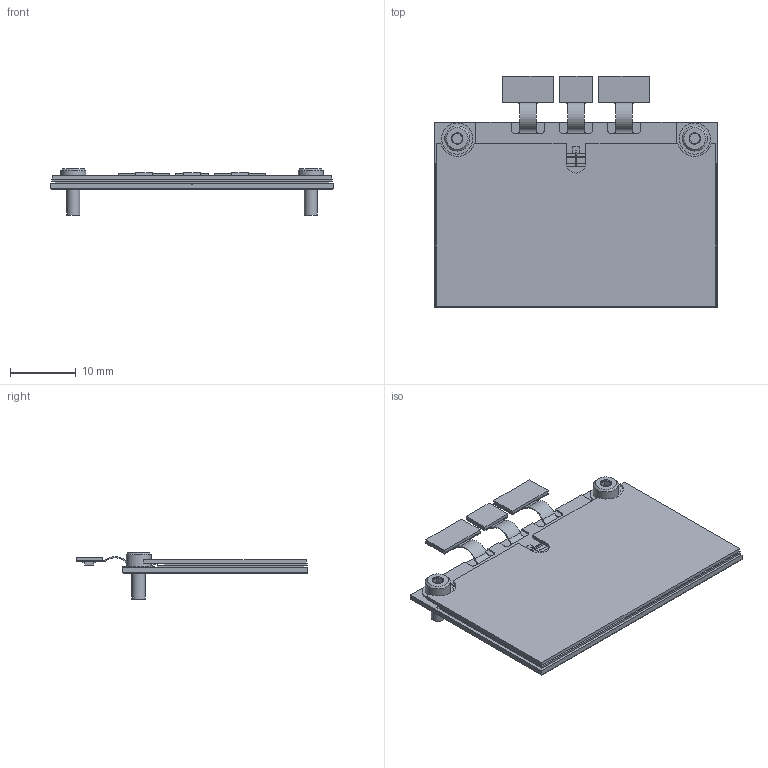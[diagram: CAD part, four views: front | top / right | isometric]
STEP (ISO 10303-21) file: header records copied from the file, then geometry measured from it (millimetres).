
FILE_DESCRIPTION(/* description */ (''),/* implementation_level */ '2;1');
FILE_NAME(/* name */ 'F10110887--_1-MODULE_ CMS2 ETL_ HALF-SENSOR MOUNTED ASSY.stp',/* time_stamp */ '2019-11-01T15:47:14-05:00',/* author */ (''),/* organization */ (''),/* preprocessor_version */ 'ST-DEVELOPER v16',/* originating_system */ 'SIEMENS PLM Software NX 11.0',/* authorisation */ '');
FILE_SCHEMA (('AUTOMOTIVE_DESIGN { 1 0 10303 214 3 1 1 1 }'));
Products named in the file (16): F10112319--_1-MODULE_ CMS2 ETL_ PIXEL SENSOR READOUT CHIP; F10112320--_1-MODULE_ CMS2 ETL_ PIXEL SENSOR UNDERFILL; F10112318--_1-MODULE_ CMS2 ETL_ PIXEL SENSOR 1X2; F10112950--_1-MODULE_ CMS2 ETL_ ALN_ SUBSTRATE MOUNT PAD _ HALF; F10112949--_1-MODULE_ CMS2 ETL_ ALN_ ROC MOUNTING FILM_ HALF; F10112948--_1-MODULE_ CMS2 ETL_ ALN SUBSTRATE_ HALF; F10116301--_1-MODULE_ CMS2 ETL_ SENSOR COVER PLT ADHESIVE; F10112938--_1-MODULE_ CMS2 ETL_ SENSOR COVER PLT; F10112323--_1-MODULE_ CMS2 ETL_ FLEX CIRCUIT MOUNTING FILM; F10109317--_1-MODULE_ CMS2 ETL_ FLEX CIRCUIT; F10110221--_1-MODULE_ CMS2 ETL_ FLEX CIRCUIT WIREBONDS; FC0041908--_1-SHCS_M2x.4x5LGxFT_SS316L_ROLLED_EP; F10109326--_1-WASHER_ BELLEVILLE_ .093IDx.187ODx.01THK_ 17-7 PH STAIN
LESS STEEL; F10109315--_1-LAYOUT_ CMS2 ETL MODULE CONCEPT_ SEP-2018 SENSOR SUBASS
Y_MODEL; F10109314--_1-MODULE_ CMS2 ETL_ FULL DBL-SENSOR ASSY_MODELNX-ARRAGMNT
HALF MODULE; F10110887--_1-MODULE_ CMS2 ETL_ FULL DBL-SENSOR MOUNTED ASSY
Assembly tree (19 placements, depth 4):
  F10110887--_1-MODULE_ CMS2 ETL_ FULL DBL-SENSOR MOUNTED ASSY
    F10109314--_1-MODULE_ CMS2 ETL_ FULL DBL-SENSOR ASSY_MODELNX-ARRAGMNT
HALF MODULE
      F10109315--_1-LAYOUT_ CMS2 ETL MODULE CONCEPT_ SEP-2018 SENSOR SUBASS
Y_MODEL
        F10112318--_1-MODULE_ CMS2 ETL_ PIXEL SENSOR 1X2
        F10112320--_1-MODULE_ CMS2 ETL_ PIXEL SENSOR UNDERFILL
        F10112319--_1-MODULE_ CMS2 ETL_ PIXEL SENSOR READOUT CHIP  x2
      F10110221--_1-MODULE_ CMS2 ETL_ FLEX CIRCUIT WIREBONDS
      F10109317--_1-MODULE_ CMS2 ETL_ FLEX CIRCUIT
      F10112323--_1-MODULE_ CMS2 ETL_ FLEX CIRCUIT MOUNTING FILM
      F10112938--_1-MODULE_ CMS2 ETL_ SENSOR COVER PLT
      F10116301--_1-MODULE_ CMS2 ETL_ SENSOR COVER PLT ADHESIVE  x2
      F10112948--_1-MODULE_ CMS2 ETL_ ALN SUBSTRATE_ HALF
      F10112949--_1-MODULE_ CMS2 ETL_ ALN_ ROC MOUNTING FILM_ HALF
      F10112950--_1-MODULE_ CMS2 ETL_ ALN_ SUBSTRATE MOUNT PAD _ HALF
    F10109326--_1-WASHER_ BELLEVILLE_ .093IDx.187ODx.01THK_ 17-7 PH STAIN
LESS STEEL  x2
    FC0041908--_1-SHCS_M2x.4x5LGxFT_SS316L_ROLLED_EP  x2
Bounding box: 43.1 x 35.25 x 7 mm (x, y, z)
Volume: 2473.4 mm3; surface area: 19234.8 mm2
Topology: 23 solids, 26 shells, 320 faces, 768 edges, 503 vertices
Faces by surface type: plane 242, cylinder 63, cone 15
Full cylindrical faces by diameter (mm): 2 x2, 2.362 x2, 2.5 x2, 3.8 x2, 4.75 x2
Entity records: 9077 total; most frequent: CARTESIAN_POINT 1869, ORIENTED_EDGE 1364, DIRECTION 1361, EDGE_CURVE 688, LINE 559, VECTOR 559, VERTEX_POINT 459, AXIS2_PLACEMENT_3D 401
